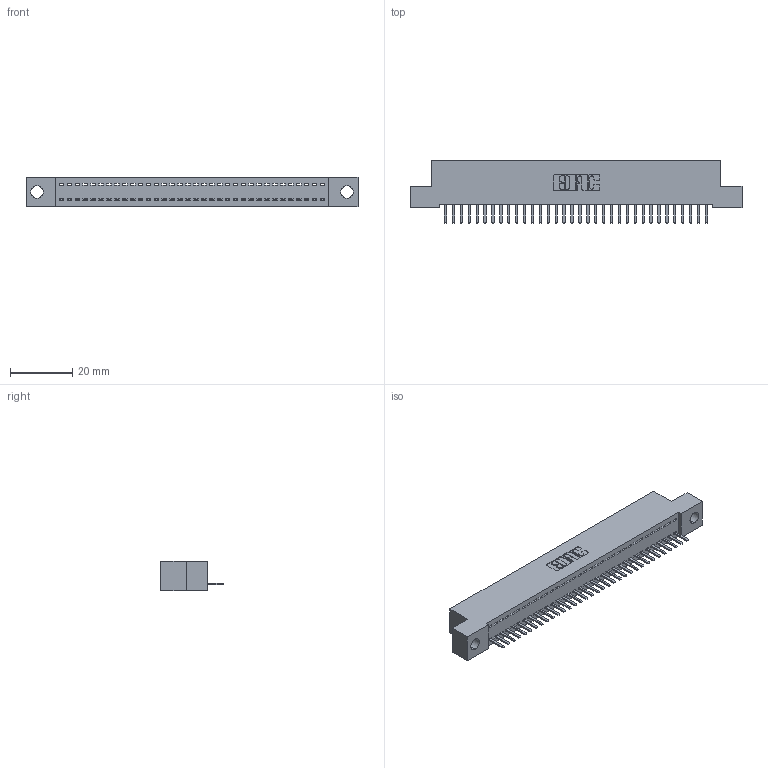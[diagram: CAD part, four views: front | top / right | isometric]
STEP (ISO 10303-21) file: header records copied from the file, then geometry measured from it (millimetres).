
FILE_DESCRIPTION (( 'STEP AP203' ), '1' );
FILE_NAME ('392-034-520-104.STEP', '2019-10-07T15:31:38', ( '' ), ( '' ), 'SwSTEP 2.0', 'SolidWorks 2016', '' );
FILE_SCHEMA (( 'CONFIG_CONTROL_DESIGN' ));
Length unit declared in the file: inch
Products named in the file (3): 345-292-001_345-293-120; 392-034-520-104; 342 Part_.156 TH
Assembly tree (35 placements, depth 2):
  392-034-520-104
    342 Part_.156 TH
    345-292-001_345-293-120  x34
Bounding box: 106.68 x 20.02 x 9.4 mm (x, y, z)
Volume: 9139.4 mm3; surface area: 12777.4 mm2
Topology: 35 solids, 35 shells, 2218 faces, 6555 edges, 4278 vertices
Faces by surface type: plane 1562, cylinder 656
Entity records: 21805 total; most frequent: CARTESIAN_POINT 3780, ORIENTED_EDGE 3738, DIRECTION 3193, EDGE_CURVE 1869, VECTOR 1737, LINE 1737, VERTEX_POINT 1242, AXIS2_PLACEMENT_3D 728
